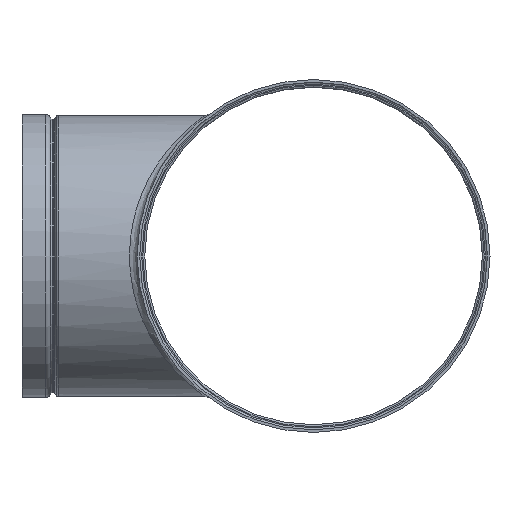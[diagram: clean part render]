
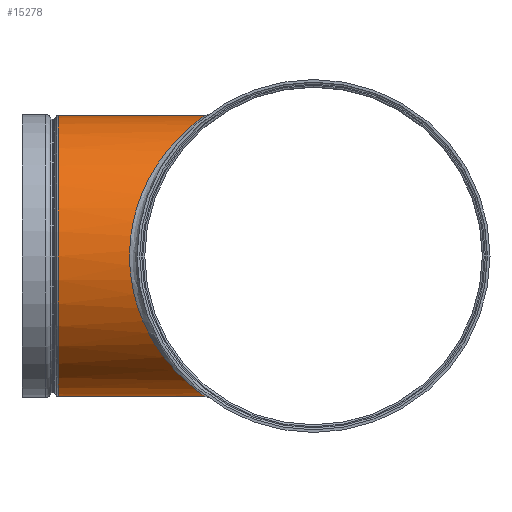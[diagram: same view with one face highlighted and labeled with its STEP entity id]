
A CAD part, left-side view. The second image highlights one B-rep face of the part: STEP entity #15278.
In plain terms, the highlighted cylindrical face has radius 108.775 mm (diameter 217.551 mm), a full revolution.
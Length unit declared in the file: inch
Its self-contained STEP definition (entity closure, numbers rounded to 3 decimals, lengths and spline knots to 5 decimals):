
#342 = CARTESIAN_POINT ( 'NONE',  ( 2.67793, 4.33335, 3.38262 ) ) ;
#406 = CARTESIAN_POINT ( 'NONE',  ( -4.2825, 7.77624, 0. ) ) ;
#533 = CARTESIAN_POINT ( 'NONE',  ( -1.90744, 3.8399, 3.87112 ) ) ;
#603 = CARTESIAN_POINT ( 'NONE',  ( 4.3238, 5.63848, 0.00031 ) ) ;
#1448 = CIRCLE ( 'NONE', #15021, 4.2825 ) ;
#1793 = CARTESIAN_POINT ( 'NONE',  ( 0., 3.29394, 4.2825 ) ) ;
#1986 = CARTESIAN_POINT ( 'NONE',  ( 0.51014, 3.32388, 4.26212 ) ) ;
#2157 = EDGE_LOOP ( 'NONE', ( #7473 ) ) ;
#3267 = CARTESIAN_POINT ( 'NONE',  ( 1.16461, 3.49103, 4.14378 ) ) ;
#3336 = CARTESIAN_POINT ( 'NONE',  ( 0., 3.29394, 4.2825 ) ) ;
#3405 = CARTESIAN_POINT ( 'NONE',  ( 3.33307, 4.82033, 2.74167 ) ) ;
#3473 = CARTESIAN_POINT ( 'NONE',  ( -4.14353, 5.48441, -1.23564 ) ) ;
#4095 = AXIS2_PLACEMENT_3D ( 'NONE', #15346, #6690, #12219 ) ;
#4715 = CARTESIAN_POINT ( 'NONE',  ( 1.31584, 3.55971, -4.09202 ) ) ;
#4913 = CARTESIAN_POINT ( 'NONE',  ( -3.90413, 5.28279, 1.85264 ) ) ;
#4977 = CARTESIAN_POINT ( 'NONE',  ( -1.16458, 3.49101, 4.14376 ) ) ;
#6176 = CARTESIAN_POINT ( 'NONE',  ( -2.67809, 4.33342, 3.38234 ) ) ;
#6243 = CARTESIAN_POINT ( 'NONE',  ( -0.68009, 3.34855, -4.24574 ) ) ;
#6310 = CARTESIAN_POINT ( 'NONE',  ( -4.28695, 5.60689, 0.34193 ) ) ;
#6382 = CARTESIAN_POINT ( 'NONE',  ( -0.17005, 3.29394, 4.2825 ) ) ;
#6690 = DIRECTION ( 'NONE',  ( 0., 1., 0. ) ) ;
#6754 = FACE_OUTER_BOUND ( 'NONE', #2157, .T. ) ;
#6765 = DIRECTION ( 'NONE',  ( -1., 0., 0. ) ) ;
#7473 = ORIENTED_EDGE ( 'NONE', *, *, #12201, .F. ) ;
#7767 = CARTESIAN_POINT ( 'NONE',  ( 0., 3.29394, 4.2825 ) ) ;
#7836 = CARTESIAN_POINT ( 'NONE',  ( 0.67998, 3.34845, -4.24579 ) ) ;
#8779 = CYLINDRICAL_SURFACE ( 'NONE', #4095, 4.2825 ) ;
#9031 = CARTESIAN_POINT ( 'NONE',  ( 0.00002, 3.26637, -4.30097 ) ) ;
#9213 = CARTESIAN_POINT ( 'NONE',  ( -4.28692, 5.60667, -0.3419 ) ) ;
#9278 = CARTESIAN_POINT ( 'NONE',  ( 4.18637, 5.5205, -1.13415 ) ) ;
#9836 = EDGE_CURVE ( 'NONE', #17037, #17037, #13131, .T. ) ;
#10466 = CARTESIAN_POINT ( 'NONE',  ( 0.17005, 3.29394, 4.28249 ) ) ;
#10530 = CARTESIAN_POINT ( 'NONE',  ( -0.51015, 3.32388, 4.26213 ) ) ;
#10657 = CARTESIAN_POINT ( 'NONE',  ( 4.20008, 5.53215, 1.02025 ) ) ;
#10718 = CARTESIAN_POINT ( 'NONE',  ( 1.90736, 3.83984, 3.87106 ) ) ;
#10964 = CARTESIAN_POINT ( 'NONE',  ( 0., 7.77624, 0. ) ) ;
#11545 = ORIENTED_EDGE ( 'NONE', *, *, #9836, .F. ) ;
#11913 = CARTESIAN_POINT ( 'NONE',  ( 0., 3.29394, 4.2825 ) ) ;
#11978 = CARTESIAN_POINT ( 'NONE',  ( -1.31586, 3.55969, -4.09203 ) ) ;
#12039 = CARTESIAN_POINT ( 'NONE',  ( 0., 3.29394, 4.2825 ) ) ;
#12044 = CARTESIAN_POINT ( 'NONE',  ( 0., 3.29394, 4.2825 ) ) ;
#12201 = EDGE_CURVE ( 'NONE', #17960, #17960, #1448, .T. ) ;
#12219 = DIRECTION ( 'NONE',  ( 1., 0., 0. ) ) ;
#13131 = B_SPLINE_CURVE_WITH_KNOTS ( 'NONE', 3,
 ( #12044, #6382, #10530, #4977, #533, #6176, #14968, #4913, #17693, #6310, #9213, #3473, #16483, #15039, #13352, #11978, #6243, #9031, #7836, #4715, #17955, #13555, #14840, #9278, #603, #10657, #16413, #3405, #342, #10718, #3267, #1986, #10466, #3336, #11913, #7767, #1793 ),
 .UNSPECIFIED., .T., .F.,
 ( 4, 1, 1, 1, 1, 1, 1, 1, 1, 1, 1, 1, 1, 1, 1, 1, 1, 1, 1, 1, 1, 1, 1, 1, 1, 1, 1, 1, 1, 1, 1, 3, 4 ),
 ( 0., 0.01786, 0.03571, 0.07143, 0.10714, 0.14286, 0.19048, 0.21429, 0.2381, 0.2619, 0.28571, 0.33333, 0.38095, 0.42857, 0.45238, 0.47619, 0.5, 0.52381, 0.54762, 0.57143, 0.61905, 0.66667, 0.71429, 0.75, 0.78571, 0.82143, 0.85714, 0.89286, 0.92857, 0.96429, 0.98214, 1., 1. ),
 .UNSPECIFIED. ) ;
#13352 = CARTESIAN_POINT ( 'NONE',  ( -2.08928, 3.94275, -3.77748 ) ) ;
#13555 = CARTESIAN_POINT ( 'NONE',  ( 2.92469, 4.50372, -3.205 ) ) ;
#13751 = FACE_OUTER_BOUND ( 'NONE', #18694, .T. ) ;
#14840 = CARTESIAN_POINT ( 'NONE',  ( 3.71728, 5.12484, -2.25001 ) ) ;
#14968 = CARTESIAN_POINT ( 'NONE',  ( -3.40573, 4.87444, 2.67087 ) ) ;
#15021 = AXIS2_PLACEMENT_3D ( 'NONE', #10964, #15425, #6765 ) ;
#15039 = CARTESIAN_POINT ( 'NONE',  ( -2.92466, 4.50367, -3.20516 ) ) ;
#15278 = ADVANCED_FACE ( 'NONE', ( #6754, #13751 ), #8779, .T. ) ;
#15346 = CARTESIAN_POINT ( 'NONE',  ( 0., 3.90374, 0. ) ) ;
#15425 = DIRECTION ( 'NONE',  ( 0., 1., 0. ) ) ;
#16413 = CARTESIAN_POINT ( 'NONE',  ( 3.85334, 5.23978, 1.95011 ) ) ;
#16483 = CARTESIAN_POINT ( 'NONE',  ( -3.71727, 5.12475, -2.25014 ) ) ;
#17037 = VERTEX_POINT ( 'NONE', #12039 ) ;
#17693 = CARTESIAN_POINT ( 'NONE',  ( -4.17943, 5.51475, 1.01143 ) ) ;
#17955 = CARTESIAN_POINT ( 'NONE',  ( 2.08941, 3.94272, -3.7775 ) ) ;
#17960 = VERTEX_POINT ( 'NONE', #406 ) ;
#18694 = EDGE_LOOP ( 'NONE', ( #11545 ) ) ;
